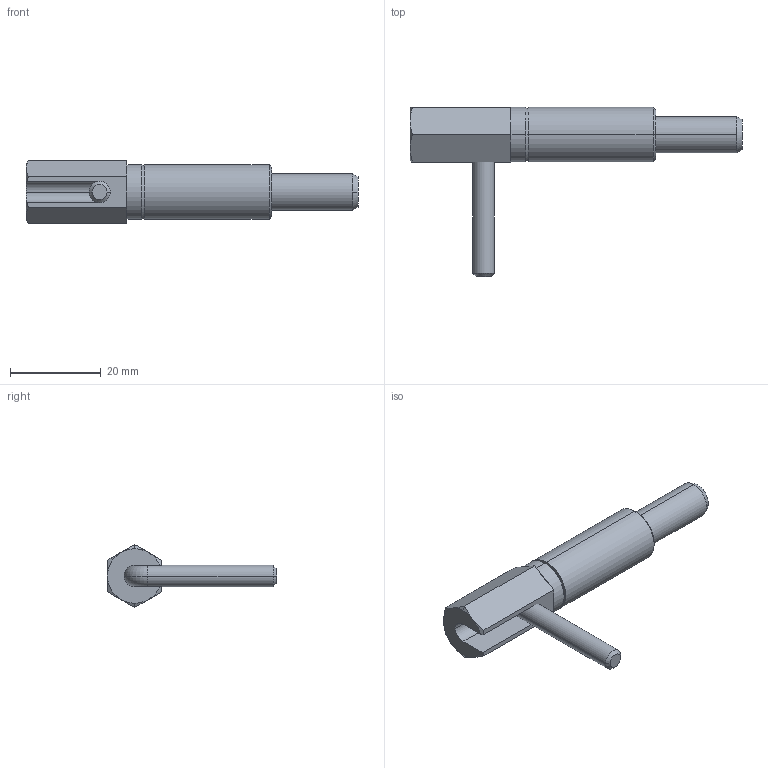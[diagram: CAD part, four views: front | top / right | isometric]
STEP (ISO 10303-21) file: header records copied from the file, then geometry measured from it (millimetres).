
FILE_DESCRIPTION(('STEP AP214'),'1');
FILE_NAME('haldern_eh_22121_0120.stp','2014-09-29T12:37:47',('TraceParts'),('TraceParts S.A.'),'XStep 1.0',' ',' ');
FILE_SCHEMA(('automotive_design'));
Length unit declared in the file: millimetre
Products named in the file (2): 1; 2
Bounding box: 73 x 37.2 x 13.86 mm (x, y, z)
Volume: 6505.8 mm3; surface area: 5171.7 mm2
Topology: 2 solids, 2 shells, 55 faces, 125 edges, 76 vertices
Faces by surface type: plane 21, cone 16, cylinder 16, torus 2
Entity records: 3033 total; most frequent: CARTESIAN_POINT 310, DIRECTION 285, STYLED_ITEM 256, PRESENTATION_STYLE_ASSIGNMENT 256, COLOUR_RGB 256, ORIENTED_EDGE 250, EDGE_CURVE 125, CURVE_STYLE 125
